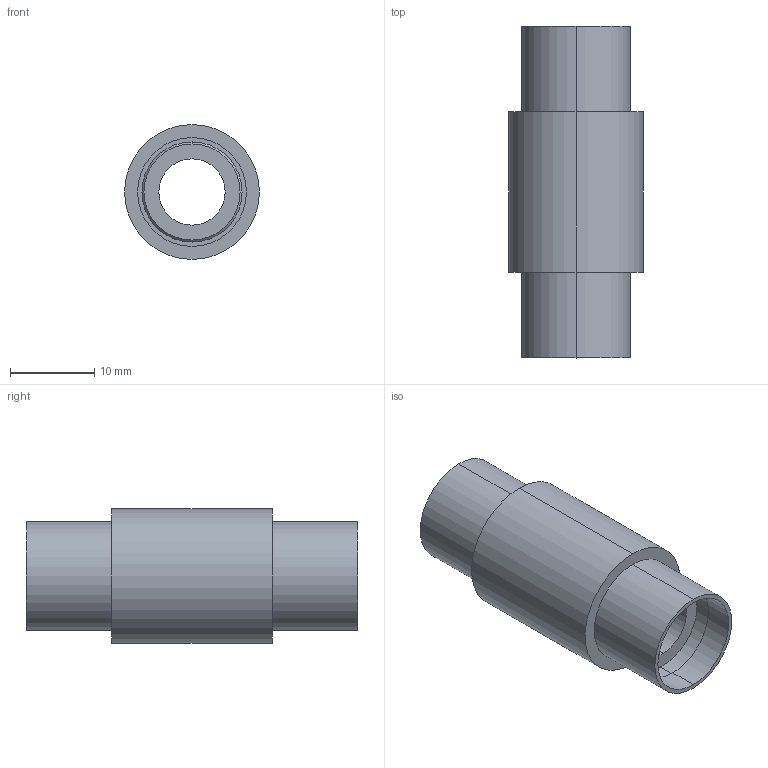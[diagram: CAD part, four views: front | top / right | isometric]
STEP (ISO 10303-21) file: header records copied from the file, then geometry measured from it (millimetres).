
FILE_DESCRIPTION (( 'STEP AP203' ), '1' );
FILE_NAME ('A1988-1-W.STEP', '2011-10-05T17:14:14', ( '' ), ( '' ), 'SwSTEP 2.0', 'SolidWorks 2011', '' );
FILE_SCHEMA (( 'CONFIG_CONTROL_DESIGN' ));
Length unit declared in the file: inch
Products named in the file (1): A1988-1-W
Bounding box: 16 x 39.37 x 16 mm (x, y, z)
Volume: 3905.4 mm3; surface area: 3271.3 mm2
Topology: 1 solids, 1 shells, 28 faces, 56 edges, 36 vertices
Faces by surface type: cylinder 16, plane 8, cone 4
Entity records: 827 total; most frequent: DIRECTION 150, CARTESIAN_POINT 121, ORIENTED_EDGE 112, AXIS2_PLACEMENT_3D 65, EDGE_CURVE 56, CIRCLE 36, EDGE_LOOP 36, VERTEX_POINT 36
